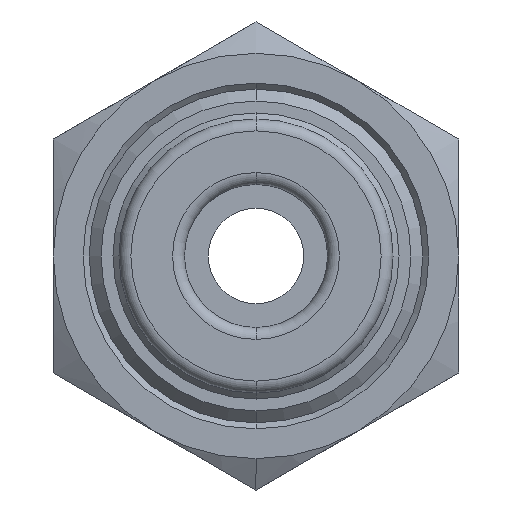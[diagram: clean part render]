
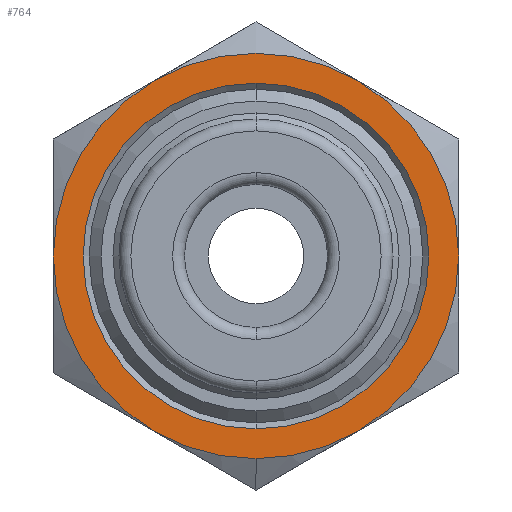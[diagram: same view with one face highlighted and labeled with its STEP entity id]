
A CAD part, left-side view. The second image highlights one B-rep face of the part: STEP entity #764.
In plain terms, the highlighted face is planar.
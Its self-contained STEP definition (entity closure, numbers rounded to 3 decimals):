
#55 = ORIENTED_EDGE ( 'NONE', *, *, #1172, .T. ) ;
#72 = FACE_OUTER_BOUND ( 'NONE', #1904, .T. ) ;
#103 = DIRECTION ( 'NONE',  ( 0., 0., 1. ) ) ;
#112 = ORIENTED_EDGE ( 'NONE', *, *, #1490, .T. ) ;
#152 = ORIENTED_EDGE ( 'NONE', *, *, #1526, .T. ) ;
#201 = VERTEX_POINT ( 'NONE', #228 ) ;
#219 = CARTESIAN_POINT ( 'NONE',  ( 0., 0., 2.5 ) ) ;
#228 = CARTESIAN_POINT ( 'NONE',  ( 0., 8.5, 2.5 ) ) ;
#249 = AXIS2_PLACEMENT_3D ( 'NONE', #2011, #701, #1334 ) ;
#277 = EDGE_CURVE ( 'NONE', #201, #1476, #578, .T. ) ;
#283 = DIRECTION ( 'NONE',  ( 1., 0., 0. ) ) ;
#349 = DIRECTION ( 'NONE',  ( 1., 0., 0. ) ) ;
#352 = DIRECTION ( 'NONE',  ( 0., 0., 1. ) ) ;
#355 = CIRCLE ( 'NONE', #249, 8.5 ) ;
#357 = CIRCLE ( 'NONE', #1301, 8.5 ) ;
#401 = DIRECTION ( 'NONE',  ( 0., 0., 1. ) ) ;
#450 = ORIENTED_EDGE ( 'NONE', *, *, #2074, .T. ) ;
#481 = AXIS2_PLACEMENT_3D ( 'NONE', #2681, #103, #981 ) ;
#543 = EDGE_CURVE ( 'NONE', #1540, #201, #355, .T. ) ;
#544 = AXIS2_PLACEMENT_3D ( 'NONE', #1530, #352, #1999 ) ;
#578 = CIRCLE ( 'NONE', #2142, 8.5 ) ;
#597 = VERTEX_POINT ( 'NONE', #2569 ) ;
#701 = DIRECTION ( 'NONE',  ( 0., 0., 1. ) ) ;
#724 = VERTEX_POINT ( 'NONE', #1556 ) ;
#764 = ADVANCED_FACE ( 'NONE', ( #2638, #72 ), #1399, .T. ) ;
#789 = CARTESIAN_POINT ( 'NONE',  ( -8.5, 0., 2.5 ) ) ;
#811 = ORIENTED_EDGE ( 'NONE', *, *, #277, .T. ) ;
#899 = CIRCLE ( 'NONE', #2102, 7.25 ) ;
#905 = AXIS2_PLACEMENT_3D ( 'NONE', #1164, #2558, #2526 ) ;
#934 = CIRCLE ( 'NONE', #2037, 8.5 ) ;
#941 = VERTEX_POINT ( 'NONE', #1347 ) ;
#957 = DIRECTION ( 'NONE',  ( 0., 0., 1. ) ) ;
#967 = DIRECTION ( 'NONE',  ( 1., 0., 0. ) ) ;
#981 = DIRECTION ( 'NONE',  ( 1., 0., 0. ) ) ;
#1009 = AXIS2_PLACEMENT_3D ( 'NONE', #2183, #2593, #1625 ) ;
#1086 = CIRCLE ( 'NONE', #1009, 8.5 ) ;
#1149 = DIRECTION ( 'NONE',  ( 1., 0., 0. ) ) ;
#1164 = CARTESIAN_POINT ( 'NONE',  ( 0., 0., 2.5 ) ) ;
#1172 = EDGE_CURVE ( 'NONE', #597, #1949, #1184, .T. ) ;
#1184 = CIRCLE ( 'NONE', #905, 8.5 ) ;
#1217 = CARTESIAN_POINT ( 'NONE',  ( 0., 0., 2.5 ) ) ;
#1301 = AXIS2_PLACEMENT_3D ( 'NONE', #219, #401, #1592 ) ;
#1334 = DIRECTION ( 'NONE',  ( 1., 0., 0. ) ) ;
#1347 = CARTESIAN_POINT ( 'NONE',  ( 7.25, 0., 2.5 ) ) ;
#1386 = DIRECTION ( 'NONE',  ( 0., 0., -1. ) ) ;
#1399 = PLANE ( 'NONE',  #481 ) ;
#1411 = CIRCLE ( 'NONE', #1412, 7.25 ) ;
#1412 = AXIS2_PLACEMENT_3D ( 'NONE', #1959, #1713, #1149 ) ;
#1413 = VERTEX_POINT ( 'NONE', #1428 ) ;
#1428 = CARTESIAN_POINT ( 'NONE',  ( -7.361, -4.25, 2.5 ) ) ;
#1476 = VERTEX_POINT ( 'NONE', #1516 ) ;
#1490 = EDGE_CURVE ( 'NONE', #1949, #1540, #1086, .T. ) ;
#1516 = CARTESIAN_POINT ( 'NONE',  ( -7.361, 4.25, 2.5 ) ) ;
#1526 = EDGE_CURVE ( 'NONE', #1476, #2482, #934, .T. ) ;
#1530 = CARTESIAN_POINT ( 'NONE',  ( 0., 0., 2.5 ) ) ;
#1540 = VERTEX_POINT ( 'NONE', #1910 ) ;
#1556 = CARTESIAN_POINT ( 'NONE',  ( -7.25, 0., 2.5 ) ) ;
#1582 = CIRCLE ( 'NONE', #544, 8.5 ) ;
#1592 = DIRECTION ( 'NONE',  ( 1., 0., 0. ) ) ;
#1625 = DIRECTION ( 'NONE',  ( 1., 0., 0. ) ) ;
#1649 = ORIENTED_EDGE ( 'NONE', *, *, #543, .T. ) ;
#1713 = DIRECTION ( 'NONE',  ( 0., 0., -1. ) ) ;
#1798 = EDGE_LOOP ( 'NONE', ( #2434, #450 ) ) ;
#1904 = EDGE_LOOP ( 'NONE', ( #112, #1649, #811, #152, #2513, #2082, #55 ) ) ;
#1910 = CARTESIAN_POINT ( 'NONE',  ( 7.361, 4.25, 2.5 ) ) ;
#1946 = CARTESIAN_POINT ( 'NONE',  ( 0., 0., 2.5 ) ) ;
#1949 = VERTEX_POINT ( 'NONE', #2073 ) ;
#1959 = CARTESIAN_POINT ( 'NONE',  ( 0., 0., 2.5 ) ) ;
#1974 = EDGE_CURVE ( 'NONE', #1413, #597, #357, .T. ) ;
#1999 = DIRECTION ( 'NONE',  ( 1., 0., 0. ) ) ;
#2011 = CARTESIAN_POINT ( 'NONE',  ( 0., 0., 2.5 ) ) ;
#2037 = AXIS2_PLACEMENT_3D ( 'NONE', #2215, #2327, #967 ) ;
#2073 = CARTESIAN_POINT ( 'NONE',  ( 7.361, -4.25, 2.5 ) ) ;
#2074 = EDGE_CURVE ( 'NONE', #724, #941, #899, .T. ) ;
#2082 = ORIENTED_EDGE ( 'NONE', *, *, #1974, .T. ) ;
#2102 = AXIS2_PLACEMENT_3D ( 'NONE', #1946, #1386, #283 ) ;
#2142 = AXIS2_PLACEMENT_3D ( 'NONE', #1217, #957, #349 ) ;
#2183 = CARTESIAN_POINT ( 'NONE',  ( 0., 0., 2.5 ) ) ;
#2215 = CARTESIAN_POINT ( 'NONE',  ( 0., 0., 2.5 ) ) ;
#2327 = DIRECTION ( 'NONE',  ( 0., 0., 1. ) ) ;
#2434 = ORIENTED_EDGE ( 'NONE', *, *, #2461, .T. ) ;
#2461 = EDGE_CURVE ( 'NONE', #941, #724, #1411, .T. ) ;
#2482 = VERTEX_POINT ( 'NONE', #789 ) ;
#2492 = EDGE_CURVE ( 'NONE', #2482, #1413, #1582, .T. ) ;
#2513 = ORIENTED_EDGE ( 'NONE', *, *, #2492, .T. ) ;
#2526 = DIRECTION ( 'NONE',  ( 1., 0., 0. ) ) ;
#2558 = DIRECTION ( 'NONE',  ( 0., 0., 1. ) ) ;
#2569 = CARTESIAN_POINT ( 'NONE',  ( 0., -8.5, 2.5 ) ) ;
#2593 = DIRECTION ( 'NONE',  ( 0., 0., 1. ) ) ;
#2638 = FACE_BOUND ( 'NONE', #1798, .T. ) ;
#2681 = CARTESIAN_POINT ( 'NONE',  ( 9.815, 0., 2.5 ) ) ;
